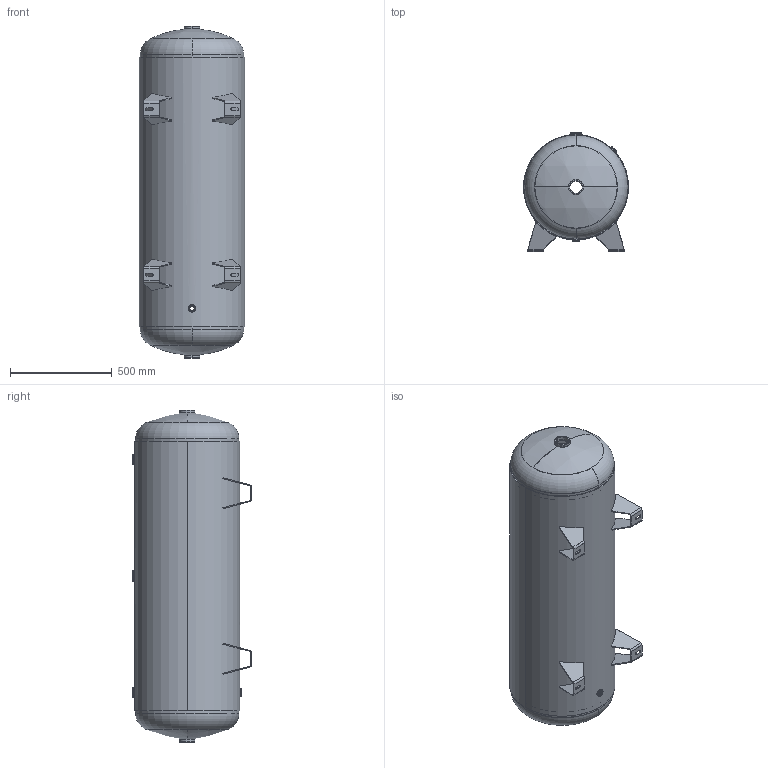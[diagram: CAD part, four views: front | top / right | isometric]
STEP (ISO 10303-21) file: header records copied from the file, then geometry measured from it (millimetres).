
FILE_DESCRIPTION (( 'STEP AP214' ), '1' );
FILE_NAME ('302476.STEP', '2024-03-20T23:32:42', ( '' ), ( '' ), 'SwSTEP 2.0', 'SolidWorks 2022', '' );
FILE_SCHEMA (( 'AUTOMOTIVE_DESIGN' ));
Length unit declared in the file: inch
Products named in the file (10): A55178; 302476; HEAD_20X124PLN; PHOENIX RAD FLANGE_100P705-7R; PHOENIX FLAT FLANGE_2000O-RING; PHOENIX FLAT FLANGE_0500P393; PHOENIX FLAT FLANGE_0250P391; NP-HOR_20; 302476-SL
Assembly tree (15 placements, depth 2):
  302476
    302476-SL
    HEAD_20X124PLN
    HEAD_20X124PLN
    PHOENIX FLAT FLANGE_2000O-RING  x2
    PHOENIX RAD FLANGE_100P705-7R  x3
    PHOENIX FLAT FLANGE_0500P393
    PHOENIX FLAT FLANGE_0250P391
    A55178  x4
    NP-HOR_20
Bounding box: 515.82 x 586.41 x 1629.56 mm (x, y, z)
Volume: 10980205.2 mm3; surface area: 5916092.5 mm2
Topology: 15 solids, 15 shells, 361 faces, 808 edges, 486 vertices
Faces by surface type: cylinder 125, plane 120, torus 86, bspline 22, sphere 8
Full cylindrical faces by diameter (mm): 508 x1, 515.823 x1
Entity records: 11952 total; most frequent: CARTESIAN_POINT 7157, DIRECTION 966, ORIENTED_EDGE 852, AXIS2_PLACEMENT_3D 427, EDGE_CURVE 426, VERTEX_POINT 258, CIRCLE 240, EDGE_LOOP 228
